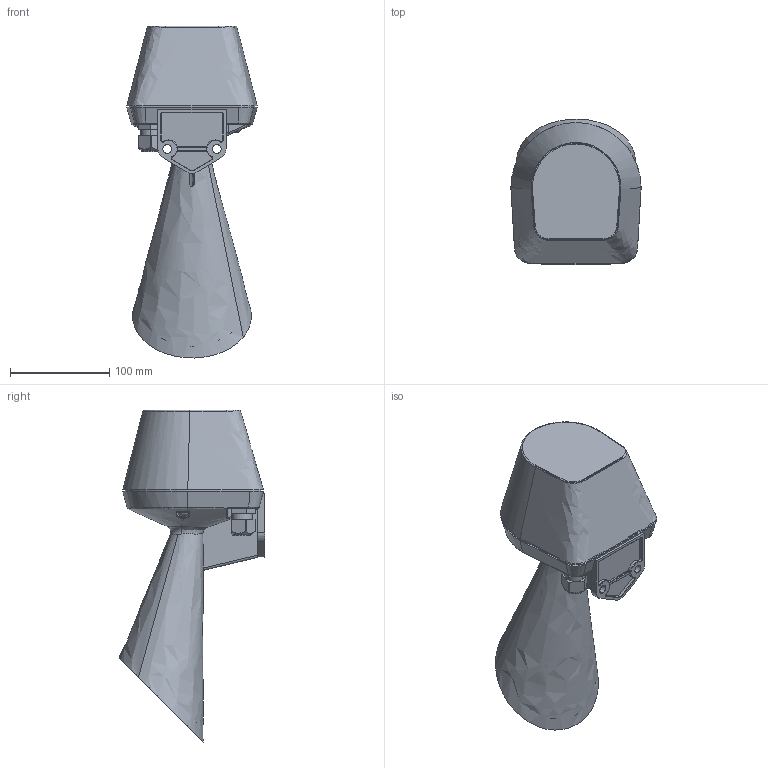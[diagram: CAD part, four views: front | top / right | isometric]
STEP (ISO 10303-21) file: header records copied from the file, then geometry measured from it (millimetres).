
FILE_DESCRIPTION (( 'STEP AP214' ), '1' );
FILE_NAME ('571_3D Modell.STEP', '2014-10-30T19:03:30', ( '' ), ( '' ), 'SwSTEP 2.0', 'SolidWorks 2014', '' );
FILE_SCHEMA (( 'AUTOMOTIVE_DESIGN' ));
Length unit declared in the file: millimetre
Products named in the file (7): round head screw_ai_CR-RHMS 0.25-28x0.25x0.25-N; 57105267_WASHER; 57105267_CABLEGRIP; 57105267_GRATE; 57105267_MAIN; 57105267_BASE; 571_3D Modell
Assembly tree (8 placements, depth 2):
  571_3D Modell
    57105267_BASE
    57105267_MAIN
    57105267_GRATE
    57105267_CABLEGRIP
    57105267_WASHER  x2
    round head screw_ai_CR-RHMS 0.25-28x0.25x0.25-N  x2
Bounding box: 131.19 x 147 x 334.42 mm (x, y, z)
Volume: 636506.9 mm3; surface area: 243943.1 mm2
Topology: 8 solids, 9 shells, 449 faces, 1276 edges, 819 vertices
Faces by surface type: plane 218, cylinder 97, bspline 69, cone 34, torus 18, sphere 13
Entity records: 21440 total; most frequent: CARTESIAN_POINT 10588, ORIENTED_EDGE 2448, DIRECTION 1939, EDGE_CURVE 1224, VERTEX_POINT 787, VECTOR 681, LINE 681, AXIS2_PLACEMENT_3D 629
